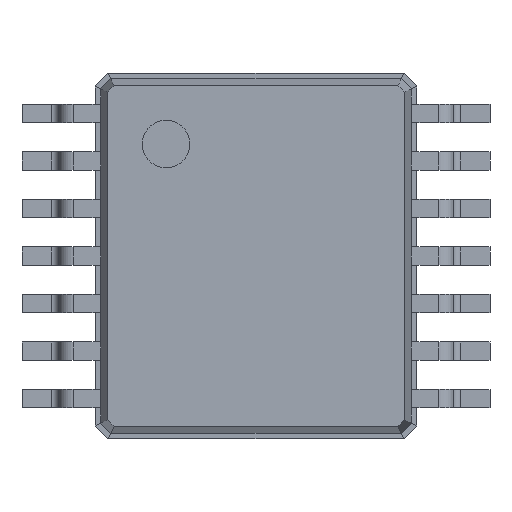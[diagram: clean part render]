
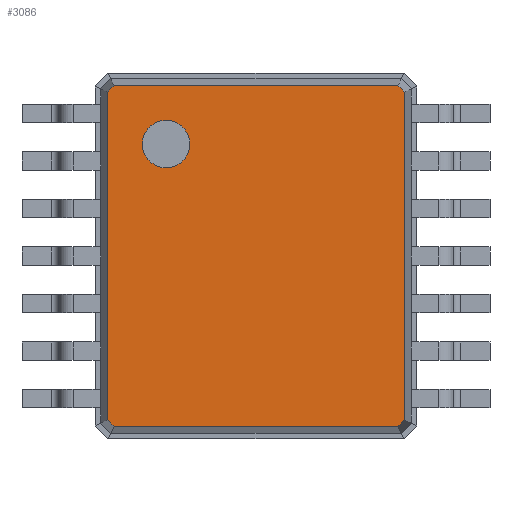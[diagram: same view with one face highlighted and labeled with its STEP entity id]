
A CAD part, top view. The second image highlights one B-rep face of the part: STEP entity #3086.
In plain terms, the highlighted planar face has unit normal (0, 0, 1).
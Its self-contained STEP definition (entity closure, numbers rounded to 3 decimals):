
#1336 = VERTEX_POINT('',#1337);
#1337 = CARTESIAN_POINT('',(2.029,-2.24,1.1));
#1342 = EDGE_CURVE('',#1343,#1336,#1345,.T.);
#1343 = VERTEX_POINT('',#1344);
#1344 = CARTESIAN_POINT('',(2.029,2.24,1.1));
#1345 = LINE('',#1346,#1347);
#1346 = CARTESIAN_POINT('',(2.029,2.24,1.1));
#1347 = VECTOR('',#1348,1.);
#1348 = DIRECTION('',(0.,-1.,0.));
#3050 = EDGE_CURVE('',#3051,#1343,#3053,.T.);
#3051 = VERTEX_POINT('',#3052);
#3052 = CARTESIAN_POINT('',(1.94,2.329,1.1));
#3053 = LINE('',#3054,#3055);
#3054 = CARTESIAN_POINT('',(1.94,2.329,1.1));
#3055 = VECTOR('',#3056,1.);
#3056 = DIRECTION('',(0.707,-0.707,0.));
#3086 = ADVANCED_FACE('',(#3087,#3137),#3148,.F.);
#3087 = FACE_BOUND('',#3088,.F.);
#3088 = EDGE_LOOP('',(#3089,#3097,#3098,#3099,#3107,#3115,#3123,#3131));
#3089 = ORIENTED_EDGE('',*,*,#3090,.T.);
#3090 = EDGE_CURVE('',#3091,#3051,#3093,.T.);
#3091 = VERTEX_POINT('',#3092);
#3092 = CARTESIAN_POINT('',(-1.94,2.329,1.1));
#3093 = LINE('',#3094,#3095);
#3094 = CARTESIAN_POINT('',(-1.94,2.329,1.1));
#3095 = VECTOR('',#3096,1.);
#3096 = DIRECTION('',(1.,0.,0.));
#3097 = ORIENTED_EDGE('',*,*,#3050,.T.);
#3098 = ORIENTED_EDGE('',*,*,#1342,.T.);
#3099 = ORIENTED_EDGE('',*,*,#3100,.T.);
#3100 = EDGE_CURVE('',#1336,#3101,#3103,.T.);
#3101 = VERTEX_POINT('',#3102);
#3102 = CARTESIAN_POINT('',(1.94,-2.329,1.1));
#3103 = LINE('',#3104,#3105);
#3104 = CARTESIAN_POINT('',(2.029,-2.24,1.1));
#3105 = VECTOR('',#3106,1.);
#3106 = DIRECTION('',(-0.707,-0.707,0.));
#3107 = ORIENTED_EDGE('',*,*,#3108,.T.);
#3108 = EDGE_CURVE('',#3101,#3109,#3111,.T.);
#3109 = VERTEX_POINT('',#3110);
#3110 = CARTESIAN_POINT('',(-1.94,-2.329,1.1));
#3111 = LINE('',#3112,#3113);
#3112 = CARTESIAN_POINT('',(1.94,-2.329,1.1));
#3113 = VECTOR('',#3114,1.);
#3114 = DIRECTION('',(-1.,0.,0.));
#3115 = ORIENTED_EDGE('',*,*,#3116,.T.);
#3116 = EDGE_CURVE('',#3109,#3117,#3119,.T.);
#3117 = VERTEX_POINT('',#3118);
#3118 = CARTESIAN_POINT('',(-2.029,-2.24,1.1));
#3119 = LINE('',#3120,#3121);
#3120 = CARTESIAN_POINT('',(-1.94,-2.329,1.1));
#3121 = VECTOR('',#3122,1.);
#3122 = DIRECTION('',(-0.707,0.707,0.));
#3123 = ORIENTED_EDGE('',*,*,#3124,.T.);
#3124 = EDGE_CURVE('',#3117,#3125,#3127,.T.);
#3125 = VERTEX_POINT('',#3126);
#3126 = CARTESIAN_POINT('',(-2.029,2.24,1.1));
#3127 = LINE('',#3128,#3129);
#3128 = CARTESIAN_POINT('',(-2.029,-2.24,1.1));
#3129 = VECTOR('',#3130,1.);
#3130 = DIRECTION('',(0.,1.,0.));
#3131 = ORIENTED_EDGE('',*,*,#3132,.T.);
#3132 = EDGE_CURVE('',#3125,#3091,#3133,.T.);
#3133 = LINE('',#3134,#3135);
#3134 = CARTESIAN_POINT('',(-2.029,2.24,1.1));
#3135 = VECTOR('',#3136,1.);
#3136 = DIRECTION('',(0.707,0.707,0.));
#3137 = FACE_BOUND('',#3138,.F.);
#3138 = EDGE_LOOP('',(#3139));
#3139 = ORIENTED_EDGE('',*,*,#3140,.T.);
#3140 = EDGE_CURVE('',#3141,#3141,#3143,.T.);
#3141 = VERTEX_POINT('',#3142);
#3142 = CARTESIAN_POINT('',(-1.229,1.204,1.1));
#3143 = CIRCLE('',#3144,0.325);
#3144 = AXIS2_PLACEMENT_3D('',#3145,#3146,#3147);
#3145 = CARTESIAN_POINT('',(-1.229,1.529,1.1));
#3146 = DIRECTION('',(0.,0.,1.));
#3147 = DIRECTION('',(0.,-1.,0.));
#3148 = PLANE('',#3149);
#3149 = AXIS2_PLACEMENT_3D('',#3150,#3151,#3152);
#3150 = CARTESIAN_POINT('',(-1.94,2.329,1.1));
#3151 = DIRECTION('',(0.,0.,-1.));
#3152 = DIRECTION('',(0.64,-0.768,0.));
